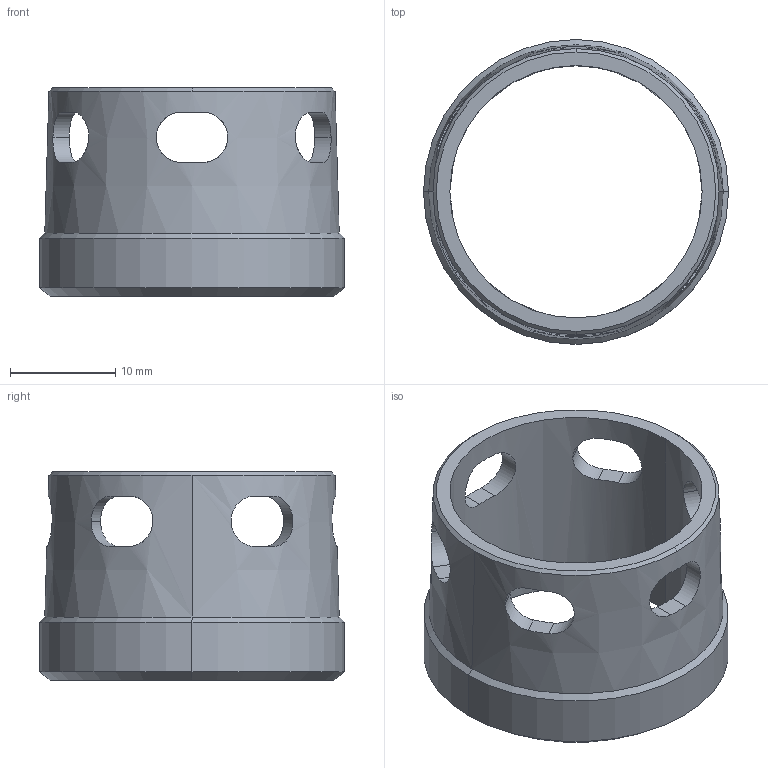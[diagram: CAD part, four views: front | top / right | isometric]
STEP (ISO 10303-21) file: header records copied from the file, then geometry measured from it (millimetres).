
FILE_DESCRIPTION (( 'STEP AP214' ), '1' );
FILE_NAME ('115_AW-F2.STEP', '2021-01-15T08:09:23', ( 'IDEC' ), ( 'IDEC' ), 'SwSTEP 2.0', 'SolidWorks 2019', '' );
FILE_SCHEMA (( 'AUTOMOTIVE_DESIGN' ));
Length unit declared in the file: millimetre
Products named in the file (1): 115_AW-F2
Bounding box: 29 x 29 x 19.8 mm (x, y, z)
Volume: 2920.7 mm3; surface area: 3394.8 mm2
Topology: 1 solids, 1 shells, 42 faces, 114 edges, 74 vertices
Faces by surface type: cylinder 20, plane 14, cone 8
Entity records: 2082 total; most frequent: CARTESIAN_POINT 983, ORIENTED_EDGE 228, DIRECTION 210, EDGE_CURVE 114, AXIS2_PLACEMENT_3D 85, VERTEX_POINT 74, EDGE_LOOP 56, CIRCLE 42
